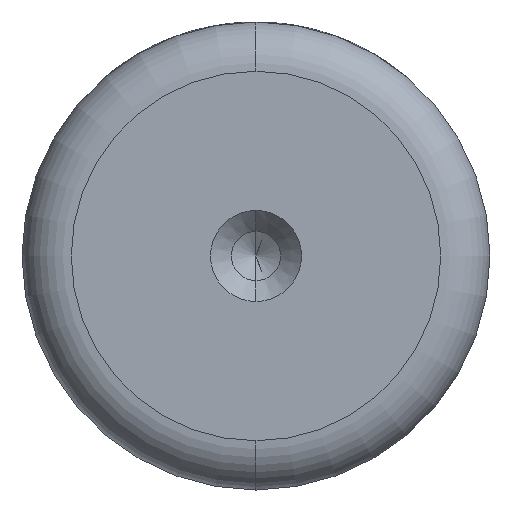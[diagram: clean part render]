
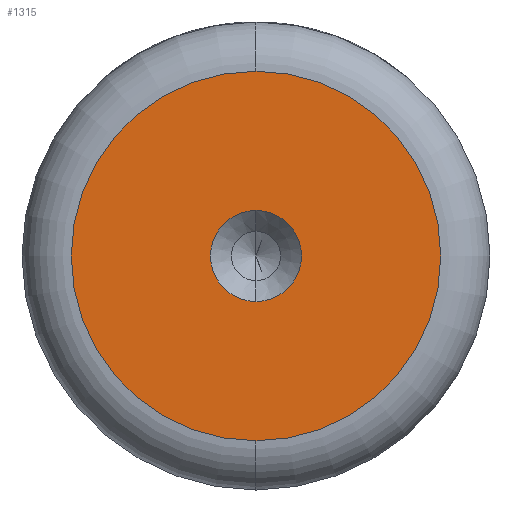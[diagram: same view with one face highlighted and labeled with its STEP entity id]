
A CAD part, left-side view. The second image highlights one B-rep face of the part: STEP entity #1315.
In plain terms, the highlighted planar face has unit normal (-1, 0, 0).
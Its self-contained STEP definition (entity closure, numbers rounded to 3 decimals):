
#72 = DIRECTION ( 'NONE',  ( -1., 0., 0. ) ) ;
#87 = CARTESIAN_POINT ( 'NONE',  ( 0., 0., 0. ) ) ;
#90 = FACE_BOUND ( 'NONE', #357, .T. ) ;
#127 = FACE_OUTER_BOUND ( 'NONE', #1103, .T. ) ;
#201 = DIRECTION ( 'NONE',  ( 0., 0., 1. ) ) ;
#254 = CARTESIAN_POINT ( 'NONE',  ( 0., 0., 0. ) ) ;
#256 = CARTESIAN_POINT ( 'NONE',  ( 0., 0., -7.5 ) ) ;
#293 = CIRCLE ( 'NONE', #1033, 1.85 ) ;
#322 = CIRCLE ( 'NONE', #996, 7.5 ) ;
#326 = VERTEX_POINT ( 'NONE', #578 ) ;
#355 = EDGE_CURVE ( 'NONE', #326, #763, #1023, .T. ) ;
#357 = EDGE_LOOP ( 'NONE', ( #536, #630 ) ) ;
#360 = DIRECTION ( 'NONE',  ( -1., 0., 0. ) ) ;
#407 = DIRECTION ( 'NONE',  ( -1., 0., 0. ) ) ;
#451 = DIRECTION ( 'NONE',  ( -1., 0., 0. ) ) ;
#523 = EDGE_CURVE ( 'NONE', #937, #910, #293, .T. ) ;
#533 = EDGE_CURVE ( 'NONE', #763, #326, #322, .T. ) ;
#536 = ORIENTED_EDGE ( 'NONE', *, *, #523, .F. ) ;
#578 = CARTESIAN_POINT ( 'NONE',  ( 0., 0., 7.5 ) ) ;
#630 = ORIENTED_EDGE ( 'NONE', *, *, #790, .F. ) ;
#632 = ORIENTED_EDGE ( 'NONE', *, *, #533, .T. ) ;
#660 = CARTESIAN_POINT ( 'NONE',  ( 0., 0., 1.85 ) ) ;
#695 = CARTESIAN_POINT ( 'NONE',  ( 0., 0., 0. ) ) ;
#743 = PLANE ( 'NONE',  #1137 ) ;
#763 = VERTEX_POINT ( 'NONE', #256 ) ;
#790 = EDGE_CURVE ( 'NONE', #910, #937, #1184, .T. ) ;
#801 = DIRECTION ( 'NONE',  ( 0., 0., 1. ) ) ;
#813 = DIRECTION ( 'NONE',  ( -1., 0., 0. ) ) ;
#873 = CARTESIAN_POINT ( 'NONE',  ( 0., 0., -1.85 ) ) ;
#910 = VERTEX_POINT ( 'NONE', #873 ) ;
#937 = VERTEX_POINT ( 'NONE', #660 ) ;
#981 = CARTESIAN_POINT ( 'NONE',  ( 0., 0., 0. ) ) ;
#990 = AXIS2_PLACEMENT_3D ( 'NONE', #981, #360, #1099 ) ;
#996 = AXIS2_PLACEMENT_3D ( 'NONE', #1037, #407, #1150 ) ;
#1023 = CIRCLE ( 'NONE', #1263, 7.5 ) ;
#1033 = AXIS2_PLACEMENT_3D ( 'NONE', #87, #813, #201 ) ;
#1037 = CARTESIAN_POINT ( 'NONE',  ( 0., 0., 0. ) ) ;
#1099 = DIRECTION ( 'NONE',  ( 0., 0., 1. ) ) ;
#1103 = EDGE_LOOP ( 'NONE', ( #1352, #632 ) ) ;
#1137 = AXIS2_PLACEMENT_3D ( 'NONE', #254, #451, #1195 ) ;
#1150 = DIRECTION ( 'NONE',  ( 0., 0., 1. ) ) ;
#1184 = CIRCLE ( 'NONE', #990, 1.85 ) ;
#1195 = DIRECTION ( 'NONE',  ( 0., 0., 1. ) ) ;
#1263 = AXIS2_PLACEMENT_3D ( 'NONE', #695, #72, #801 ) ;
#1315 = ADVANCED_FACE ( 'NONE', ( #90, #127 ), #743, .T. ) ;
#1352 = ORIENTED_EDGE ( 'NONE', *, *, #355, .T. ) ;
